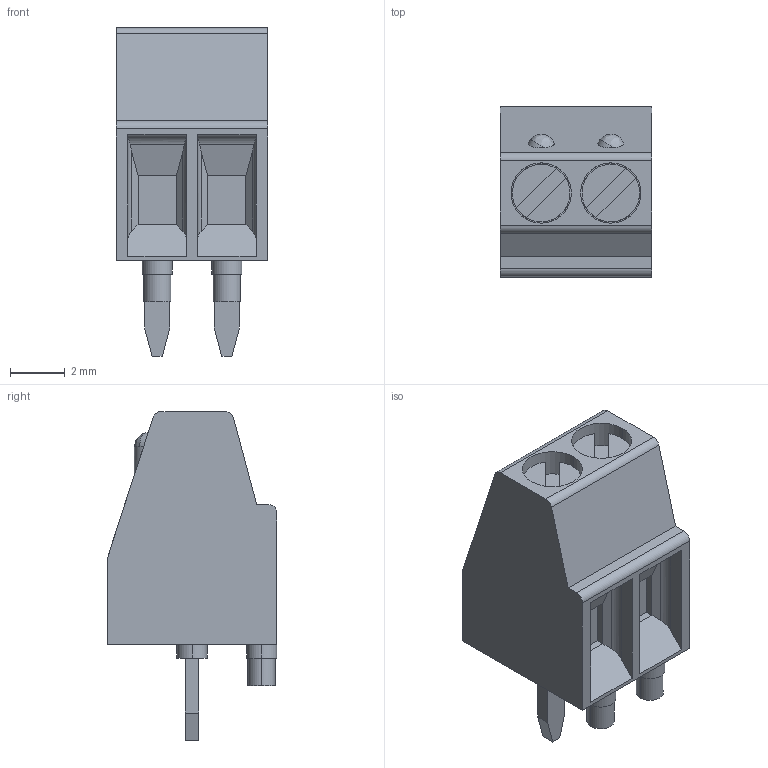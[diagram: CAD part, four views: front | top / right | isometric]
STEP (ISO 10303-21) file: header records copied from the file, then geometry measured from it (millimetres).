
FILE_DESCRIPTION (( 'STEP AP214' ), '1' );
FILE_NAME ('mpt_0,5-2-2,54.STEP', '2018-10-28T18:40:22', ( '' ), ( '' ), 'SwSTEP 2.0', 'SolidWorks 2016', '' );
FILE_SCHEMA (( 'AUTOMOTIVE_DESIGN' ));
Length unit declared in the file: millimetre
Products named in the file (1): mpt_0,5-2-2,54
Bounding box: 5.54 x 6.2 x 12 mm (x, y, z)
Volume: 225.4 mm3; surface area: 334.7 mm2
Topology: 1 solids, 1 shells, 137 faces, 343 edges, 224 vertices
Faces by surface type: plane 82, cylinder 51, bspline 4
Entity records: 5682 total; most frequent: CARTESIAN_POINT 833, DIRECTION 695, ORIENTED_EDGE 678, EDGE_CURVE 339, AXIS2_PLACEMENT_3D 240, VERTEX_POINT 224, VECTOR 215, LINE 215
